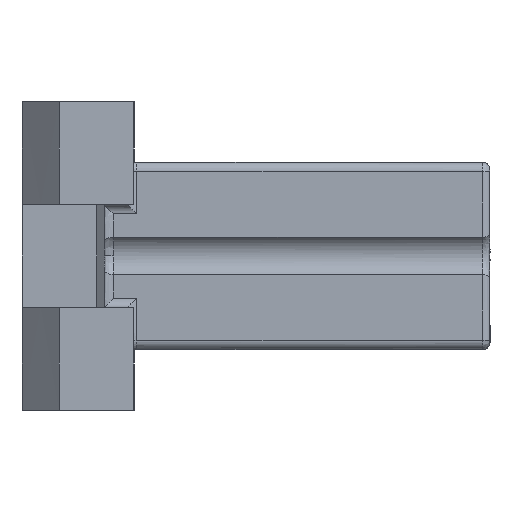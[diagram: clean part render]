
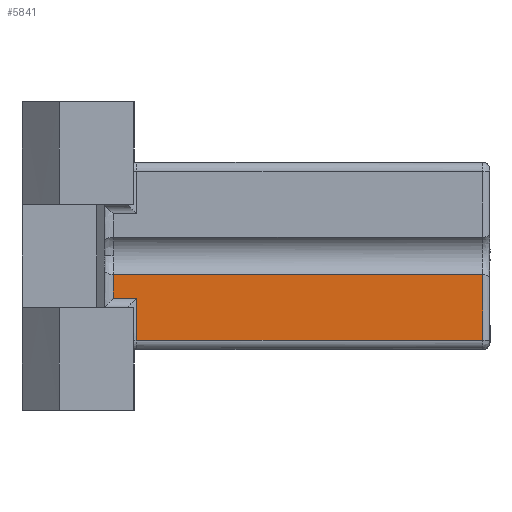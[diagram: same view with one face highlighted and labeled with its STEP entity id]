
A CAD part, left-side view. The second image highlights one B-rep face of the part: STEP entity #5841.
In plain terms, the highlighted planar face has unit normal (-1, 0, 0).
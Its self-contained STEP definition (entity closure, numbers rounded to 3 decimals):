
#89 = VECTOR ( 'NONE', #9651, 1000. ) ;
#388 = CARTESIAN_POINT ( 'NONE',  ( -87.5, -20.6, -5. ) ) ;
#938 = AXIS2_PLACEMENT_3D ( 'NONE', #4948, #12820, #4640 ) ;
#1677 = LINE ( 'NONE', #5198, #6423 ) ;
#1722 = EDGE_CURVE ( 'NONE', #10134, #6726, #1677, .T. ) ;
#1752 = CARTESIAN_POINT ( 'NONE',  ( -87.501, -0.888, -0.999 ) ) ;
#2067 = EDGE_CURVE ( 'NONE', #10134, #12268, #7265, .T. ) ;
#2173 = EDGE_CURVE ( 'NONE', #6189, #8051, #4525, .T. ) ;
#2257 = DIRECTION ( 'NONE',  ( 0., 1., 0. ) ) ;
#2369 = CARTESIAN_POINT ( 'NONE',  ( -87.5, -2.128, -4.5 ) ) ;
#2734 = ORIENTED_EDGE ( 'NONE', *, *, #1722, .T. ) ;
#3326 = CARTESIAN_POINT ( 'NONE',  ( -87.5, -21., -1. ) ) ;
#3723 = LINE ( 'NONE', #7257, #10695 ) ;
#4243 = ORIENTED_EDGE ( 'NONE', *, *, #10607, .T. ) ;
#4525 = LINE ( 'NONE', #3326, #11577 ) ;
#4640 = DIRECTION ( 'NONE',  ( 0., 0., 1. ) ) ;
#4874 = PLANE ( 'NONE',  #938 ) ;
#4948 = CARTESIAN_POINT ( 'NONE',  ( -87.5, -21., -5. ) ) ;
#5046 = VERTEX_POINT ( 'NONE', #9825 ) ;
#5086 = CARTESIAN_POINT ( 'NONE',  ( -87.5, -2.128, -2.662 ) ) ;
#5198 = CARTESIAN_POINT ( 'NONE',  ( -87.5, -21., -4.5 ) ) ;
#5841 = ADVANCED_FACE ( 'NONE', ( #12743 ), #4874, .T. ) ;
#6189 = VERTEX_POINT ( 'NONE', #11218 ) ;
#6245 = DIRECTION ( 'NONE',  ( 0., -1., 0. ) ) ;
#6423 = VECTOR ( 'NONE', #6245, 1000. ) ;
#6726 = VERTEX_POINT ( 'NONE', #13120 ) ;
#7257 = CARTESIAN_POINT ( 'NONE',  ( -87.5, -0.883, -5. ) ) ;
#7265 = LINE ( 'NONE', #5086, #89 ) ;
#8051 = VERTEX_POINT ( 'NONE', #1752 ) ;
#9005 = CARTESIAN_POINT ( 'NONE',  ( -87.5, -9.992, -2.25 ) ) ;
#9540 = VECTOR ( 'NONE', #11928, 1000. ) ;
#9651 = DIRECTION ( 'NONE',  ( 0., 0., 1. ) ) ;
#9825 = CARTESIAN_POINT ( 'NONE',  ( -87.5, -0.883, -2.25 ) ) ;
#10134 = VERTEX_POINT ( 'NONE', #2369 ) ;
#10279 = ORIENTED_EDGE ( 'NONE', *, *, #2173, .T. ) ;
#10548 = DIRECTION ( 'NONE',  ( 0., 0., -1. ) ) ;
#10607 = EDGE_CURVE ( 'NONE', #8051, #5046, #3723, .T. ) ;
#10695 = VECTOR ( 'NONE', #10548, 1000. ) ;
#10970 = VECTOR ( 'NONE', #2257, 1000. ) ;
#11218 = CARTESIAN_POINT ( 'NONE',  ( -87.5, -20.6, -1. ) ) ;
#11270 = DIRECTION ( 'NONE',  ( 0., 1., 0. ) ) ;
#11392 = EDGE_LOOP ( 'NONE', ( #10279, #4243, #12368, #11497, #2734, #14152 ) ) ;
#11497 = ORIENTED_EDGE ( 'NONE', *, *, #2067, .F. ) ;
#11577 = VECTOR ( 'NONE', #11270, 1000. ) ;
#11928 = DIRECTION ( 'NONE',  ( 0., 0., 1. ) ) ;
#12063 = CARTESIAN_POINT ( 'NONE',  ( -87.5, -2.128, -2.25 ) ) ;
#12268 = VERTEX_POINT ( 'NONE', #12063 ) ;
#12368 = ORIENTED_EDGE ( 'NONE', *, *, #13736, .F. ) ;
#12743 = FACE_OUTER_BOUND ( 'NONE', #11392, .T. ) ;
#12820 = DIRECTION ( 'NONE',  ( -1., 0., 0. ) ) ;
#12981 = LINE ( 'NONE', #388, #9540 ) ;
#13120 = CARTESIAN_POINT ( 'NONE',  ( -87.5, -20.6, -4.5 ) ) ;
#13736 = EDGE_CURVE ( 'NONE', #12268, #5046, #14702, .T. ) ;
#14152 = ORIENTED_EDGE ( 'NONE', *, *, #14192, .T. ) ;
#14192 = EDGE_CURVE ( 'NONE', #6726, #6189, #12981, .T. ) ;
#14702 = LINE ( 'NONE', #9005, #10970 ) ;
